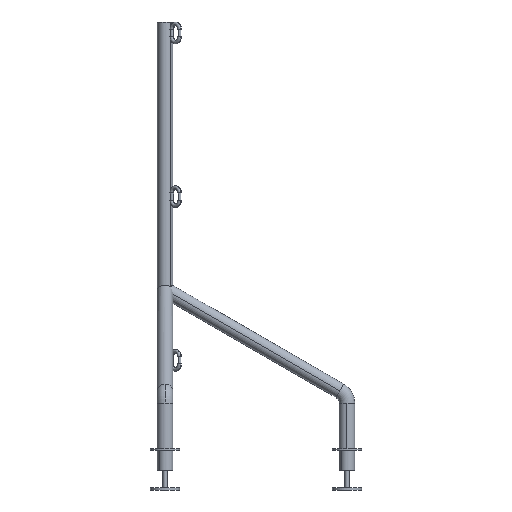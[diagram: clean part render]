
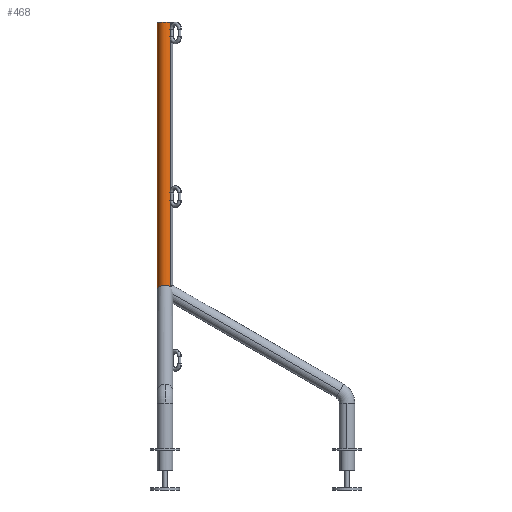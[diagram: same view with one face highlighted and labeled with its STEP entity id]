
A CAD part, left-side view. The second image highlights one B-rep face of the part: STEP entity #468.
In plain terms, the highlighted cylindrical face has radius 21.2 mm (diameter 42.4 mm), a partial arc.
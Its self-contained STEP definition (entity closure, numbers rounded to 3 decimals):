
#468=ADVANCED_FACE('',(#985),#986,.T.);
#985=FACE_OUTER_BOUND('',#1532,.T.);
#986=CYLINDRICAL_SURFACE('',#1533,21.2);
#1532=EDGE_LOOP('',(#3282,#3283,#3284,#3285));
#1533=AXIS2_PLACEMENT_3D('',#3286,#3287,#3288);
#3282=ORIENTED_EDGE('',*,*,#4065,.F.);
#3283=ORIENTED_EDGE('',*,*,#4066,.T.);
#3284=ORIENTED_EDGE('',*,*,#4067,.F.);
#3285=ORIENTED_EDGE('',*,*,#4068,.T.);
#3286=CARTESIAN_POINT('',(1932.446,7215.0,1771.41));
#3287=DIRECTION('',(0.0,-0.0,1.0));
#3288=DIRECTION('',(0.707,0.707,0.0));
#4065=EDGE_CURVE('',#4992,#4993,#4994,.T.);
#4066=EDGE_CURVE('',#4992,#4995,#4996,.T.);
#4067=EDGE_CURVE('',#4997,#4995,#4998,.T.);
#4068=EDGE_CURVE('',#4997,#4993,#4999,.T.);
#4992=VERTEX_POINT('',#8128);
#4993=VERTEX_POINT('',#8129);
#4994=LINE('',#8130,#8131);
#4995=VERTEX_POINT('',#8132);
#4996=CIRCLE('',#8133,21.2);
#4997=VERTEX_POINT('',#8134);
#4998=LINE('',#8135,#8136);
#4999=CIRCLE('',#8137,21.2);
#8128=CARTESIAN_POINT('',(1947.437,7229.991,1677.41));
#8129=CARTESIAN_POINT('',(1947.437,7229.991,2845.41));
#8130=CARTESIAN_POINT('',(1947.437,7229.991,1771.41));
#8131=VECTOR('',#9290,1.0);
#8132=CARTESIAN_POINT('',(1917.455,7200.009,1677.41));
#8133=AXIS2_PLACEMENT_3D('',#9291,#9292,#9293);
#8134=CARTESIAN_POINT('',(1917.455,7200.009,2845.41));
#8135=CARTESIAN_POINT('',(1917.455,7200.009,1771.41));
#8136=VECTOR('',#9294,1.0);
#8137=AXIS2_PLACEMENT_3D('',#9295,#9296,#9297);
#9290=DIRECTION('',(0.0,0.0,1.0));
#9291=CARTESIAN_POINT('',(1932.446,7215.0,1677.41));
#9292=DIRECTION('',(0.0,-0.0,1.0));
#9293=DIRECTION('',(0.707,0.707,0.0));
#9294=DIRECTION('',(-0.0,-0.0,-1.0));
#9295=CARTESIAN_POINT('',(1932.446,7215.0,2845.41));
#9296=DIRECTION('',(0.0,0.0,-1.0));
#9297=DIRECTION('',(0.707,0.707,0.0));
